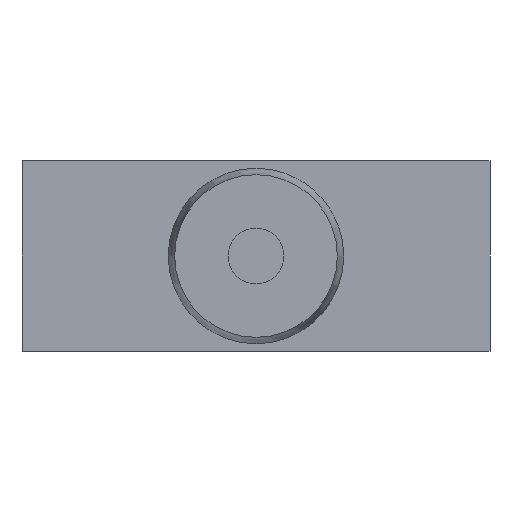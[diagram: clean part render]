
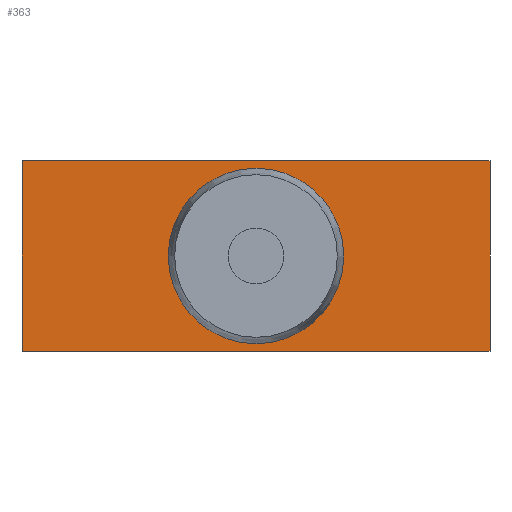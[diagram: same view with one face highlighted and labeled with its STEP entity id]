
A CAD part, left-side view. The second image highlights one B-rep face of the part: STEP entity #363.
In plain terms, the highlighted planar face has unit normal (-1, 0, 0).
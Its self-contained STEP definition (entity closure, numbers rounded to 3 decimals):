
#20=FACE_BOUND('',#84,.T.);
#36=PLANE('',#412);
#57=FACE_OUTER_BOUND('',#83,.T.);
#83=EDGE_LOOP('',(#322,#323,#324,#325));
#84=EDGE_LOOP('',(#326));
#93=LINE('',#546,#126);
#118=LINE('',#611,#151);
#119=LINE('',#614,#152);
#120=LINE('',#615,#153);
#126=VECTOR('',#445,10.);
#151=VECTOR('',#510,10.);
#152=VECTOR('',#513,10.);
#153=VECTOR('',#514,10.);
#158=CIRCLE('',#386,6.);
#172=VERTEX_POINT('',#531);
#176=VERTEX_POINT('',#543);
#177=VERTEX_POINT('',#545);
#197=VERTEX_POINT('',#609);
#198=VERTEX_POINT('',#613);
#204=EDGE_CURVE('',#172,#172,#158,.T.);
#209=EDGE_CURVE('',#176,#177,#93,.T.);
#242=EDGE_CURVE('',#197,#177,#118,.T.);
#243=EDGE_CURVE('',#198,#197,#119,.T.);
#244=EDGE_CURVE('',#198,#176,#120,.T.);
#322=ORIENTED_EDGE('',*,*,#243,.T.);
#323=ORIENTED_EDGE('',*,*,#242,.T.);
#324=ORIENTED_EDGE('',*,*,#209,.F.);
#325=ORIENTED_EDGE('',*,*,#244,.F.);
#326=ORIENTED_EDGE('',*,*,#204,.T.);
#363=ADVANCED_FACE('',(#57,#20),#36,.T.);
#386=AXIS2_PLACEMENT_3D('',#533,#431,#432);
#412=AXIS2_PLACEMENT_3D('',#612,#511,#512);
#431=DIRECTION('center_axis',(1.,0.,0.));
#432=DIRECTION('ref_axis',(0.,-1.,0.));
#445=DIRECTION('',(0.,-1.,0.));
#510=DIRECTION('',(0.,0.,1.));
#511=DIRECTION('center_axis',(-1.,0.,0.));
#512=DIRECTION('ref_axis',(0.,-1.,0.));
#513=DIRECTION('',(0.,-1.,0.));
#514=DIRECTION('',(0.,0.,1.));
#531=CARTESIAN_POINT('',(0.,22.,6.5));
#533=CARTESIAN_POINT('Origin',(0.,16.,6.5));
#543=CARTESIAN_POINT('',(0.,32.,13.));
#545=CARTESIAN_POINT('',(0.,0.,13.));
#546=CARTESIAN_POINT('',(0.,32.,13.));
#609=CARTESIAN_POINT('',(0.,0.,0.));
#611=CARTESIAN_POINT('',(0.,0.,0.));
#612=CARTESIAN_POINT('Origin',(0.,32.,0.));
#613=CARTESIAN_POINT('',(0.,32.,0.));
#614=CARTESIAN_POINT('',(0.,32.,0.));
#615=CARTESIAN_POINT('',(0.,32.,0.));
